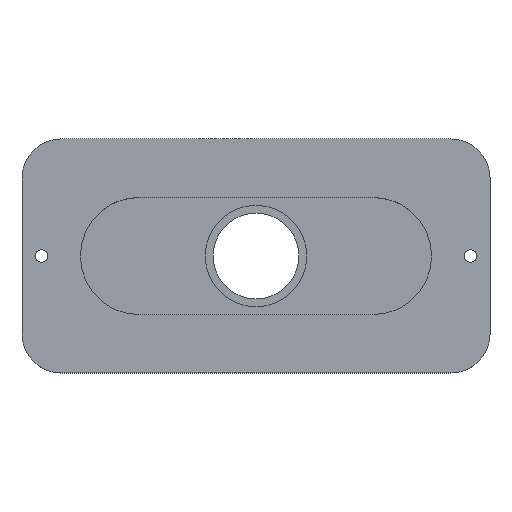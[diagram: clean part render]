
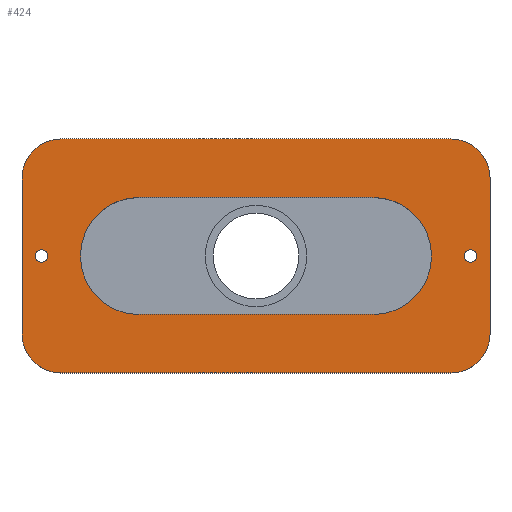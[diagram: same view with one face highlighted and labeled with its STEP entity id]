
A CAD part, top view. The second image highlights one B-rep face of the part: STEP entity #424.
In plain terms, the highlighted planar face has unit normal (0, 0, 1).
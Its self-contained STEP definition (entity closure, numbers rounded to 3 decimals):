
#27=FACE_BOUND('',#62,.T.);
#28=FACE_BOUND('',#63,.T.);
#29=FACE_BOUND('',#64,.T.);
#36=FACE_OUTER_BOUND('',#61,.T.);
#61=EDGE_LOOP('',(#291,#292,#293,#294,#295,#296,#297,#298));
#62=EDGE_LOOP('',(#299));
#63=EDGE_LOOP('',(#300));
#64=EDGE_LOOP('',(#301,#302,#303,#304));
#95=LINE('',#654,#131);
#96=LINE('',#658,#132);
#97=LINE('',#662,#133);
#98=LINE('',#665,#134);
#99=LINE('',#674,#135);
#100=LINE('',#677,#136);
#131=VECTOR('',#518,100.);
#132=VECTOR('',#521,40.);
#133=VECTOR('',#524,100.);
#134=VECTOR('',#527,40.);
#135=VECTOR('',#534,60.);
#136=VECTOR('',#537,60.);
#167=CIRCLE('',#464,10.);
#168=CIRCLE('',#465,10.);
#169=CIRCLE('',#466,10.);
#170=CIRCLE('',#467,10.);
#171=CIRCLE('',#468,1.6);
#172=CIRCLE('',#469,1.6);
#173=CIRCLE('',#470,15.);
#174=CIRCLE('',#471,15.);
#191=VERTEX_POINT('',#650);
#192=VERTEX_POINT('',#651);
#193=VERTEX_POINT('',#653);
#194=VERTEX_POINT('',#655);
#195=VERTEX_POINT('',#657);
#196=VERTEX_POINT('',#659);
#197=VERTEX_POINT('',#661);
#198=VERTEX_POINT('',#663);
#199=VERTEX_POINT('',#666);
#200=VERTEX_POINT('',#668);
#201=VERTEX_POINT('',#670);
#202=VERTEX_POINT('',#671);
#203=VERTEX_POINT('',#673);
#204=VERTEX_POINT('',#675);
#231=EDGE_CURVE('',#191,#192,#167,.T.);
#232=EDGE_CURVE('',#192,#193,#95,.T.);
#233=EDGE_CURVE('',#193,#194,#168,.T.);
#234=EDGE_CURVE('',#194,#195,#96,.T.);
#235=EDGE_CURVE('',#195,#196,#169,.T.);
#236=EDGE_CURVE('',#196,#197,#97,.T.);
#237=EDGE_CURVE('',#197,#198,#170,.T.);
#238=EDGE_CURVE('',#198,#191,#98,.T.);
#239=EDGE_CURVE('',#199,#199,#171,.T.);
#240=EDGE_CURVE('',#200,#200,#172,.T.);
#241=EDGE_CURVE('',#201,#202,#173,.T.);
#242=EDGE_CURVE('',#203,#201,#99,.T.);
#243=EDGE_CURVE('',#204,#203,#174,.T.);
#244=EDGE_CURVE('',#202,#204,#100,.T.);
#291=ORIENTED_EDGE('',*,*,#231,.T.);
#292=ORIENTED_EDGE('',*,*,#232,.T.);
#293=ORIENTED_EDGE('',*,*,#233,.T.);
#294=ORIENTED_EDGE('',*,*,#234,.T.);
#295=ORIENTED_EDGE('',*,*,#235,.T.);
#296=ORIENTED_EDGE('',*,*,#236,.T.);
#297=ORIENTED_EDGE('',*,*,#237,.T.);
#298=ORIENTED_EDGE('',*,*,#238,.T.);
#299=ORIENTED_EDGE('',*,*,#239,.F.);
#300=ORIENTED_EDGE('',*,*,#240,.F.);
#301=ORIENTED_EDGE('',*,*,#241,.F.);
#302=ORIENTED_EDGE('',*,*,#242,.F.);
#303=ORIENTED_EDGE('',*,*,#243,.F.);
#304=ORIENTED_EDGE('',*,*,#244,.F.);
#411=PLANE('',#463);
#424=ADVANCED_FACE('',(#36,#27,#28,#29),#411,.T.);
#463=AXIS2_PLACEMENT_3D('',#649,#514,#515);
#464=AXIS2_PLACEMENT_3D('',#652,#516,#517);
#465=AXIS2_PLACEMENT_3D('',#656,#519,#520);
#466=AXIS2_PLACEMENT_3D('',#660,#522,#523);
#467=AXIS2_PLACEMENT_3D('',#664,#525,#526);
#468=AXIS2_PLACEMENT_3D('',#667,#528,#529);
#469=AXIS2_PLACEMENT_3D('',#669,#530,#531);
#470=AXIS2_PLACEMENT_3D('',#672,#532,#533);
#471=AXIS2_PLACEMENT_3D('',#676,#535,#536);
#514=DIRECTION('center_axis',(0.,0.,1.));
#515=DIRECTION('ref_axis',(0.,-1.,0.));
#516=DIRECTION('center_axis',(0.,0.,1.));
#517=DIRECTION('ref_axis',(-1.,0.,0.));
#518=DIRECTION('',(1.,0.,0.));
#519=DIRECTION('center_axis',(0.,0.,1.));
#520=DIRECTION('ref_axis',(0.,-1.,0.));
#521=DIRECTION('',(0.,1.,0.));
#522=DIRECTION('center_axis',(0.,0.,1.));
#523=DIRECTION('ref_axis',(1.,0.,0.));
#524=DIRECTION('',(-1.,0.,0.));
#525=DIRECTION('center_axis',(0.,0.,1.));
#526=DIRECTION('ref_axis',(0.,1.,0.));
#527=DIRECTION('',(0.,-1.,0.));
#528=DIRECTION('center_axis',(0.,0.,1.));
#529=DIRECTION('ref_axis',(1.,0.,0.));
#530=DIRECTION('center_axis',(0.,0.,1.));
#531=DIRECTION('ref_axis',(1.,0.,0.));
#532=DIRECTION('center_axis',(0.,0.,1.));
#533=DIRECTION('ref_axis',(0.,1.,0.));
#534=DIRECTION('',(-1.,0.,0.));
#535=DIRECTION('center_axis',(0.,0.,1.));
#536=DIRECTION('ref_axis',(0.,-1.,0.));
#537=DIRECTION('',(1.,0.,0.));
#649=CARTESIAN_POINT('Origin',(0.,-11.8,11.8));
#650=CARTESIAN_POINT('',(-60.,-31.8,11.8));
#651=CARTESIAN_POINT('',(-50.,-41.8,11.8));
#652=CARTESIAN_POINT('Origin',(-50.,-31.8,11.8));
#653=CARTESIAN_POINT('',(50.,-41.8,11.8));
#654=CARTESIAN_POINT('',(-50.,-41.8,11.8));
#655=CARTESIAN_POINT('',(60.,-31.8,11.8));
#656=CARTESIAN_POINT('Origin',(50.,-31.8,11.8));
#657=CARTESIAN_POINT('',(60.,8.2,11.8));
#658=CARTESIAN_POINT('',(60.,-31.8,11.8));
#659=CARTESIAN_POINT('',(50.,18.2,11.8));
#660=CARTESIAN_POINT('Origin',(50.,8.2,11.8));
#661=CARTESIAN_POINT('',(-50.,18.2,11.8));
#662=CARTESIAN_POINT('',(50.,18.2,11.8));
#663=CARTESIAN_POINT('',(-60.,8.2,11.8));
#664=CARTESIAN_POINT('Origin',(-50.,8.2,11.8));
#665=CARTESIAN_POINT('',(-60.,8.2,11.8));
#666=CARTESIAN_POINT('',(-56.6,-11.8,11.8));
#667=CARTESIAN_POINT('Origin',(-55.,-11.8,11.8));
#668=CARTESIAN_POINT('',(53.4,-11.8,11.8));
#669=CARTESIAN_POINT('Origin',(55.,-11.8,11.8));
#670=CARTESIAN_POINT('',(-30.,3.2,11.8));
#671=CARTESIAN_POINT('',(-30.,-26.8,11.8));
#672=CARTESIAN_POINT('Origin',(-30.,-11.8,11.8));
#673=CARTESIAN_POINT('',(30.,3.2,11.8));
#674=CARTESIAN_POINT('',(30.,3.2,11.8));
#675=CARTESIAN_POINT('',(30.,-26.8,11.8));
#676=CARTESIAN_POINT('Origin',(30.,-11.8,11.8));
#677=CARTESIAN_POINT('',(-30.,-26.8,11.8));
